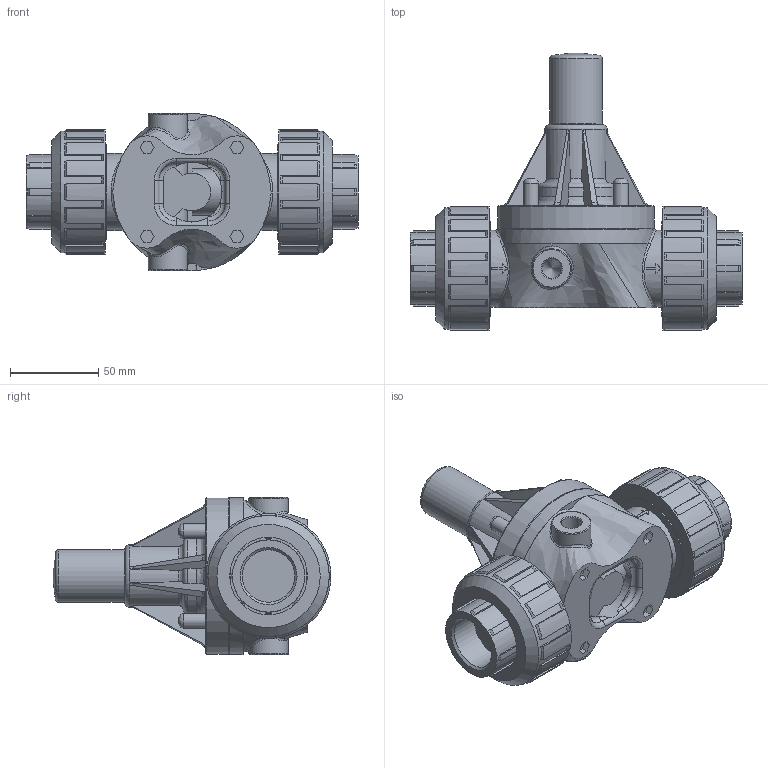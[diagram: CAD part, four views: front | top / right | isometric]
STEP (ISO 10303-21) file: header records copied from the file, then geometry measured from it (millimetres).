
FILE_DESCRIPTION((''),'2;1');
FILE_NAME('ECO-100G-PVC_R0.stp','2017-03-06T13:10:06',('salesdesk5'),(''),'Autodesk Inventor 2009','Autodesk Inventor 2009','');
FILE_SCHEMA(('AUTOMOTIVE_DESIGN { 1 0 10303 214 1 1 1 1 }'));
Length unit declared in the file: inch
Products named in the file (1): ECO-100G-PVC_R0
Bounding box: 187.91 x 157.21 x 88.9 mm (x, y, z)
Volume: 664135.7 mm3; surface area: 97097.7 mm2
Topology: 1 solids, 17 shells, 548 faces, 1428 edges, 946 vertices
Faces by surface type: plane 243, cylinder 112, cone 89, bspline 81, torus 23
Full cylindrical faces by diameter (mm): 5.842 x4, 6.502 x4, 6.528 x4, 8.382 x4, 10.16 x4, 11.113 x2, 22.225 x2, 29.718 x2, 29.972 x1, 35.56 x1, 40.894 x2, 43.586 x2, 43.942 x2, 53.797 x2, 68.631 x2, 70.612 x2, 88.9 x1
Entity records: 23549 total; most frequent: CARTESIAN_POINT 10132, ORIENTED_EDGE 2676, DIRECTION 2596, EDGE_CURVE 1338, AXIS2_PLACEMENT_3D 969, VERTEX_POINT 921, VECTOR 658, LINE 658
